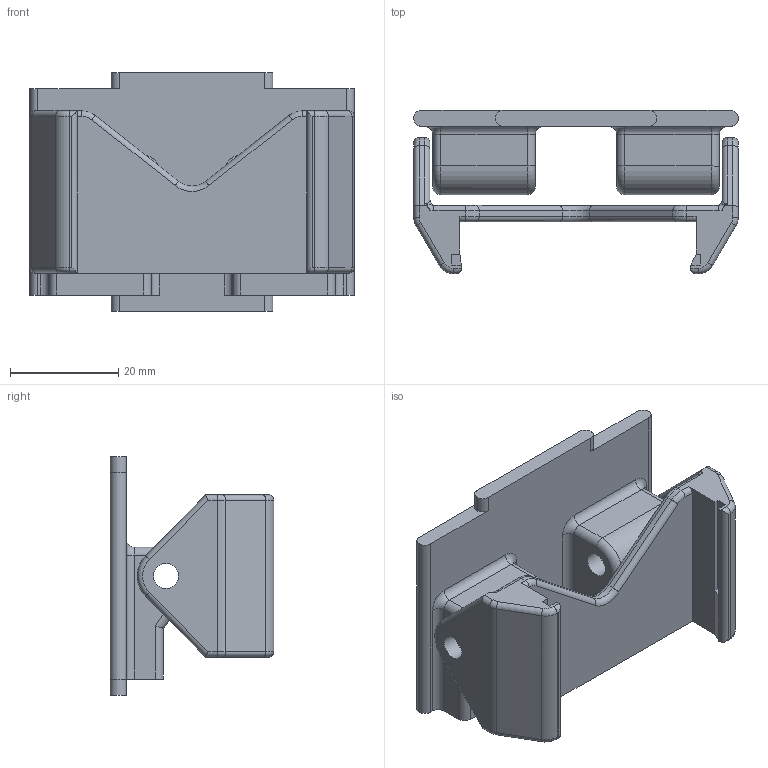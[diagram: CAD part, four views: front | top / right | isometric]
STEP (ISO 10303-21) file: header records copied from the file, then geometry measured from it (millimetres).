
FILE_DESCRIPTION(/* description */ (''),/* implementation_level */ '2;1');
FILE_NAME(/* name */ 'Cole''s Documents/Products/MaP/Design Files/Assembly Files/MaP-Front-Sensor-Mount v18.step',/* time_stamp */ '2017-06-23T16:33:34-07:00',/* author */ (''),/* organization */ (''),/* preprocessor_version */ 'ST-DEVELOPER v16.13',/* originating_system */ 'Autodesk Translation Framework v6.1.1.50',/* authorisation */ '');
FILE_SCHEMA (('AUTOMOTIVE_DESIGN { 1 0 10303 214 3 1 1 }'));
Length unit declared in the file: millimetre
Products named in the file (3): MaP-Front-Sensor-Mount v18; Face-Mount; Face-US
Assembly tree (2 placements, depth 2):
  MaP-Front-Sensor-Mount v18
    Face-Mount
    Face-US
Bounding box: 60 x 30.23 x 44.1 mm (x, y, z)
Volume: 23856.2 mm3; surface area: 12933.7 mm2
Topology: 2 solids, 2 shells, 157 faces, 383 edges, 230 vertices
Faces by surface type: cylinder 72, plane 51, torus 26, bspline 8
Full cylindrical faces by diameter (mm): 4.623 x4
Entity records: 5131 total; most frequent: CARTESIAN_POINT 1303, DIRECTION 845, ORIENTED_EDGE 758, EDGE_CURVE 379, AXIS2_PLACEMENT_3D 322, VERTEX_POINT 230, LINE 201, VECTOR 201
